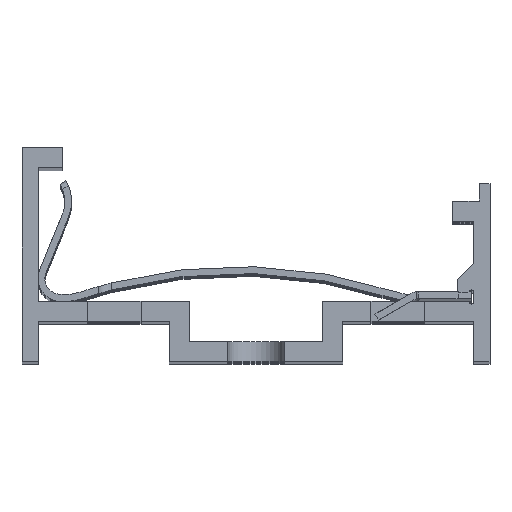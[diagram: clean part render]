
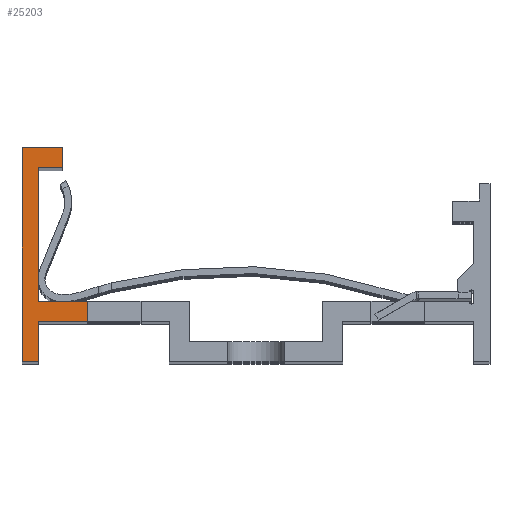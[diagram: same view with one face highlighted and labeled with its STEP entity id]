
A CAD part, top view. The second image highlights one B-rep face of the part: STEP entity #25203.
In plain terms, the highlighted planar face has unit normal (0, 0, 1).
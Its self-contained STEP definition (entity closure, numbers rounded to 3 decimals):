
#1=DIRECTION('',(0.,1.,0.));
#2=VECTOR('',#1,1.5);
#3=CARTESIAN_POINT('',(-12.6,-0.5,2016.));
#4=LINE('',#3,#2);
#5=DIRECTION('',(1.,0.,0.));
#6=VECTOR('',#5,3.7);
#7=CARTESIAN_POINT('',(-16.3,-0.5,2016.));
#8=LINE('',#7,#6);
#9=DIRECTION('',(0.,1.,0.));
#10=VECTOR('',#9,3.);
#11=CARTESIAN_POINT('',(-16.3,-3.5,2016.));
#12=LINE('',#11,#10);
#13=DIRECTION('',(1.,0.,0.));
#14=VECTOR('',#13,1.2);
#15=CARTESIAN_POINT('',(-17.5,-3.5,2016.));
#16=LINE('',#15,#14);
#17=DIRECTION('',(0.,-1.,0.));
#18=VECTOR('',#17,16.);
#19=CARTESIAN_POINT('',(-17.5,12.5,2016.));
#20=LINE('',#19,#18);
#21=DIRECTION('',(-1.,0.,0.));
#22=VECTOR('',#21,3.);
#23=CARTESIAN_POINT('',(-14.5,12.5,2016.));
#24=LINE('',#23,#22);
#25=DIRECTION('',(0.,1.,0.));
#26=VECTOR('',#25,1.5);
#27=CARTESIAN_POINT('',(-14.5,11.,2016.));
#28=LINE('',#27,#26);
#29=DIRECTION('',(1.,0.,0.));
#30=VECTOR('',#29,1.8);
#31=CARTESIAN_POINT('',(-16.3,11.,2016.));
#32=LINE('',#31,#30);
#33=DIRECTION('',(0.,1.,0.));
#34=VECTOR('',#33,10.);
#35=CARTESIAN_POINT('',(-16.3,1.,2016.));
#36=LINE('',#35,#34);
#37=DIRECTION('',(-1.,0.,0.));
#38=VECTOR('',#37,3.7);
#39=CARTESIAN_POINT('',(-12.6,1.,2016.));
#40=LINE('',#39,#38);
#21032=CARTESIAN_POINT('',(-16.3,1.,2016.));
#21033=CARTESIAN_POINT('',(-16.3,11.,2016.));
#21034=VERTEX_POINT('',#21032);
#21035=VERTEX_POINT('',#21033);
#21036=CARTESIAN_POINT('',(-14.5,11.,2016.));
#21037=VERTEX_POINT('',#21036);
#21038=CARTESIAN_POINT('',(-14.5,12.5,2016.));
#21039=VERTEX_POINT('',#21038);
#21040=CARTESIAN_POINT('',(-17.5,12.5,2016.));
#21041=VERTEX_POINT('',#21040);
#21042=CARTESIAN_POINT('',(-17.5,-3.5,2016.));
#21043=VERTEX_POINT('',#21042);
#21044=CARTESIAN_POINT('',(-16.3,-3.5,2016.));
#21045=VERTEX_POINT('',#21044);
#21046=CARTESIAN_POINT('',(-16.3,-0.5,2016.));
#21047=VERTEX_POINT('',#21046);
#21106=CARTESIAN_POINT('',(-12.6,-0.5,2016.));
#21107=CARTESIAN_POINT('',(-12.6,1.,2016.));
#21108=VERTEX_POINT('',#21106);
#21109=VERTEX_POINT('',#21107);
#25176=CARTESIAN_POINT('',(0.,0.,2016.));
#25177=DIRECTION('',(0.,0.,1.));
#25178=DIRECTION('',(1.,0.,0.));
#25179=AXIS2_PLACEMENT_3D('',#25176,#25177,#25178);
#25180=PLANE('',#25179);
#25182=ORIENTED_EDGE('',*,*,#25181,.F.);
#25184=ORIENTED_EDGE('',*,*,#25183,.F.);
#25186=ORIENTED_EDGE('',*,*,#25185,.F.);
#25188=ORIENTED_EDGE('',*,*,#25187,.F.);
#25190=ORIENTED_EDGE('',*,*,#25189,.F.);
#25192=ORIENTED_EDGE('',*,*,#25191,.F.);
#25194=ORIENTED_EDGE('',*,*,#25193,.F.);
#25196=ORIENTED_EDGE('',*,*,#25195,.F.);
#25198=ORIENTED_EDGE('',*,*,#25197,.F.);
#25200=ORIENTED_EDGE('',*,*,#25199,.F.);
#25201=EDGE_LOOP('',(#25182,#25184,#25186,#25188,#25190,#25192,#25194,#25196,
#25198,#25200));
#25202=FACE_OUTER_BOUND('',#25201,.F.);
#25203=ADVANCED_FACE('',(#25202),#25180,.T.);
#25181=EDGE_CURVE('',#21108,#21109,#4,.T.);
#25183=EDGE_CURVE('',#21047,#21108,#8,.T.);
#25185=EDGE_CURVE('',#21045,#21047,#12,.T.);
#25187=EDGE_CURVE('',#21043,#21045,#16,.T.);
#25189=EDGE_CURVE('',#21041,#21043,#20,.T.);
#25191=EDGE_CURVE('',#21039,#21041,#24,.T.);
#25193=EDGE_CURVE('',#21037,#21039,#28,.T.);
#25195=EDGE_CURVE('',#21035,#21037,#32,.T.);
#25197=EDGE_CURVE('',#21034,#21035,#36,.T.);
#25199=EDGE_CURVE('',#21109,#21034,#40,.T.);
